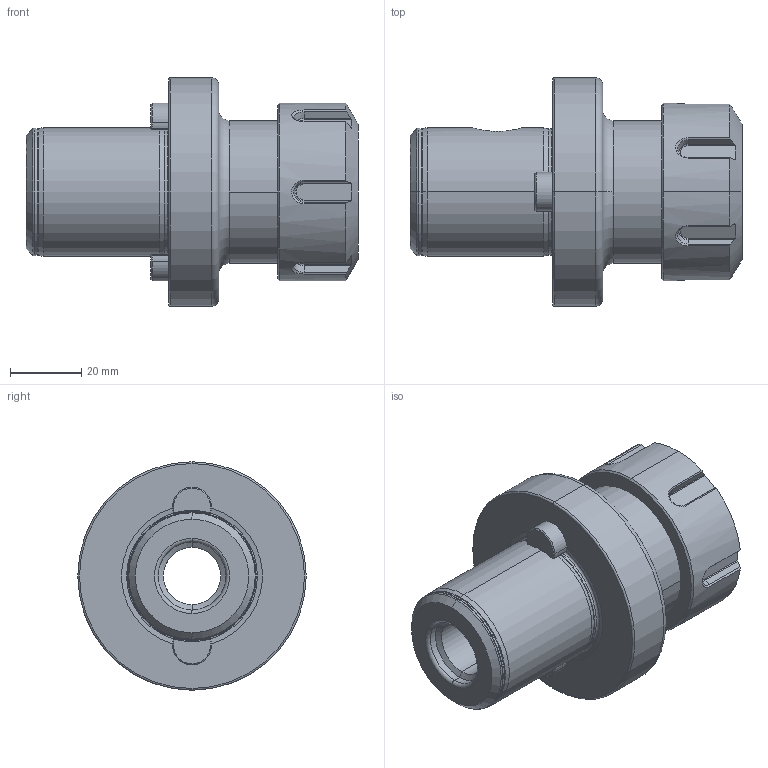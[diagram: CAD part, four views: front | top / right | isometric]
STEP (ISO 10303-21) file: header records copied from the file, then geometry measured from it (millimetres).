
FILE_DESCRIPTION (( 'STEP AP203' ), '1' );
FILE_NAME ('ST6-E32.K01.053.STEP', '2016-02-12T10:41:09', ( 'SWIAdmin' ), ( 'Hewlett-Packard Company' ), 'SwSTEP 2.0', 'SolidWorks 2015', '' );
FILE_SCHEMA (( 'CONFIG_CONTROL_DESIGN' ));
Length unit declared in the file: millimetre
Products named in the file (4): ST6-E32.K01.053_A; E32-ER1.001.022; ST6-ER2.001.012_A; ST6-E32.K01.053
Assembly tree (4 placements, depth 2):
  ST6-E32.K01.053
    ST6-E32.K01.053_A
    E32-ER1.001.022
    ST6-ER2.001.012_A  x2
Bounding box: 93 x 64 x 64 mm (x, y, z)
Volume: 107694.6 mm3; surface area: 31007.6 mm2
Topology: 4 solids, 4 shells, 214 faces, 489 edges, 284 vertices
Faces by surface type: cone 72, plane 61, cylinder 49, torus 32
Entity records: 6363 total; most frequent: CARTESIAN_POINT 1558, DIRECTION 979, ORIENTED_EDGE 882, EDGE_CURVE 441, AXIS2_PLACEMENT_3D 401, VERTEX_POINT 258, EDGE_LOOP 203, CIRCLE 201
